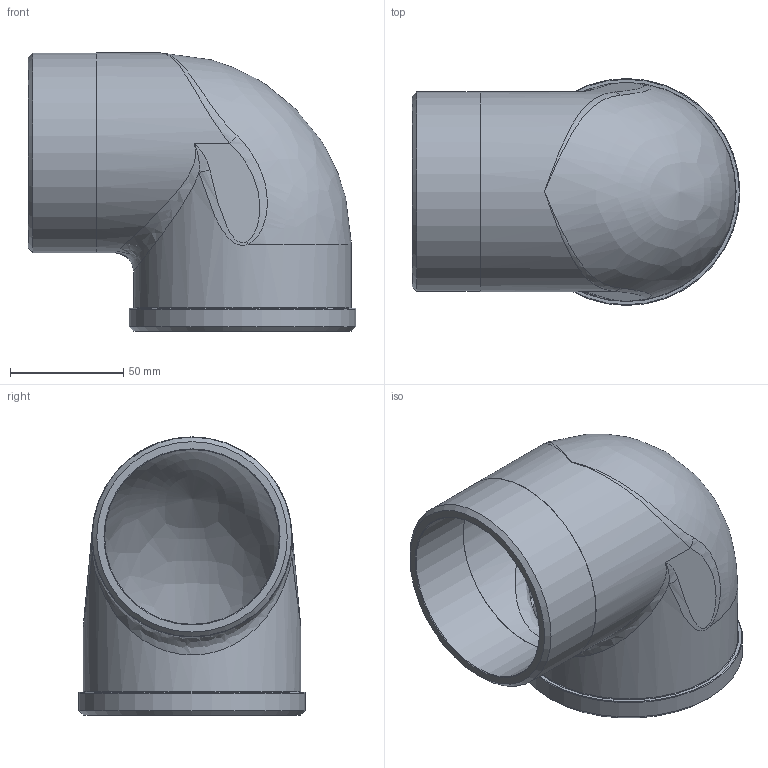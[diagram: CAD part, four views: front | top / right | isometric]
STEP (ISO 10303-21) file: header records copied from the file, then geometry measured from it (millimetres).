
FILE_DESCRIPTION(/* description */ (''),/* implementation_level */ '2;1');
FILE_NAME(/* name */ 'KI-304-080 Aschl.stp',/* time_stamp */ '2016-05-31T15:19:52+02:00',/* author */ ('hochmair'),/* organization */ (''),/* preprocessor_version */ 'ST-DEVELOPER v15.6',/* originating_system */ 'Autodesk Inventor 2015',/* authorisation */ '');
FILE_SCHEMA (('AUTOMOTIVE_DESIGN { 1 0 10303 214 3 1 1 }'));
Length unit declared in the file: millimetre
Products named in the file (1): TB20385940
Bounding box: 144.5 x 100 x 122.54 mm (x, y, z)
Volume: 185206.8 mm3; surface area: 89812.7 mm2
Topology: 1 solids, 1 shells, 45 faces, 104 edges, 57 vertices
Faces by surface type: bspline 20, plane 10, cylinder 8, cone 5, torus 2
Full cylindrical faces by diameter (mm): 77 x1, 80.884 x1, 84.926 x1, 87.884 x1, 88.084 x1, 88.8 x1, 96 x1, 100 x1
Entity records: 2244 total; most frequent: CARTESIAN_POINT 1439, ORIENTED_EDGE 146, DIRECTION 138, EDGE_CURVE 73, AXIS2_PLACEMENT_3D 67, EDGE_LOOP 66, VERTEX_POINT 49, FACE_OUTER_BOUND 45
